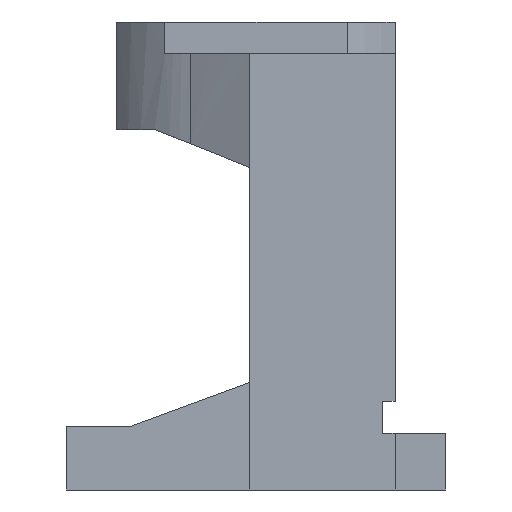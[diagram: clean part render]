
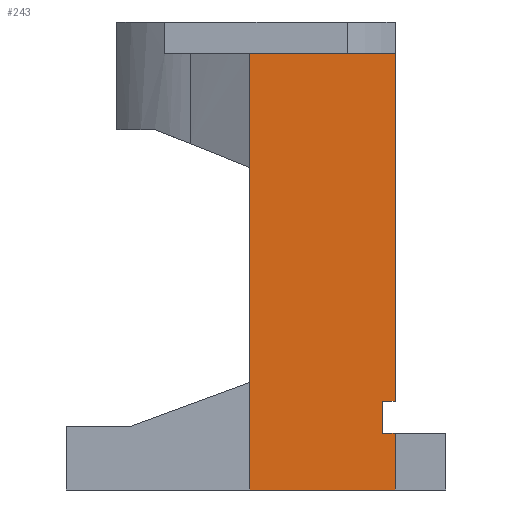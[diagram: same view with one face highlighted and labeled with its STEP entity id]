
A CAD part, left-side view. The second image highlights one B-rep face of the part: STEP entity #243.
In plain terms, the highlighted planar face has unit normal (-1, 0, 0).
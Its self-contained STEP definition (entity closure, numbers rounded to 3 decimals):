
#228 = EDGE_CURVE ( 'NONE', #715, #722, #3229, .T. ) ;
#235 = EDGE_CURVE ( 'NONE', #683, #667, #3234, .T. ) ;
#236 = EDGE_CURVE ( 'NONE', #670, #725, #3235, .T. ) ;
#237 = EDGE_CURVE ( 'NONE', #667, #670, #3236, .T. ) ;
#243 = ADVANCED_FACE ( 'NONE', ( #3242 ), #2077, .T. ) ;
#305 = EDGE_CURVE ( 'NONE', #725, #715, #3317, .T. ) ;
#313 = EDGE_CURVE ( 'NONE', #711, #684, #3324, .T. ) ;
#388 = EDGE_CURVE ( 'NONE', #684, #683, #3402, .T. ) ;
#597 = VECTOR ( 'NONE', #2377, 1000. ) ;
#667 = VERTEX_POINT ( 'NONE', #2671 ) ;
#670 = VERTEX_POINT ( 'NONE', #2667 ) ;
#683 = VERTEX_POINT ( 'NONE', #2653 ) ;
#684 = VERTEX_POINT ( 'NONE', #2652 ) ;
#711 = VERTEX_POINT ( 'NONE', #2624 ) ;
#715 = VERTEX_POINT ( 'NONE', #2620 ) ;
#722 = VERTEX_POINT ( 'NONE', #2612 ) ;
#725 = VERTEX_POINT ( 'NONE', #2607 ) ;
#1085 = ORIENTED_EDGE ( 'NONE', *, *, #237, .F. ) ;
#1087 = ORIENTED_EDGE ( 'NONE', *, *, #236, .F. ) ;
#1088 = ORIENTED_EDGE ( 'NONE', *, *, #305, .F. ) ;
#1089 = ORIENTED_EDGE ( 'NONE', *, *, #228, .F. ) ;
#1090 = ORIENTED_EDGE ( 'NONE', *, *, #388, .F. ) ;
#1091 = ORIENTED_EDGE ( 'NONE', *, *, #3815, .F. ) ;
#1092 = ORIENTED_EDGE ( 'NONE', *, *, #235, .F. ) ;
#1093 = ORIENTED_EDGE ( 'NONE', *, *, #313, .F. ) ;
#1528 = AXIS2_PLACEMENT_3D ( 'NONE', #2075, #2074, #2073 ) ;
#1535 = VECTOR ( 'NONE', #2076, 1000. ) ;
#1547 = DIRECTION ( 'NONE',  ( 0., 1., 0. ) ) ;
#1550 = CARTESIAN_POINT ( 'NONE',  ( -32.5, -22., 9. ) ) ;
#1594 = DIRECTION ( 'NONE',  ( 0., 1., 0. ) ) ;
#1603 = CARTESIAN_POINT ( 'NONE',  ( -32.5, 1., -5. ) ) ;
#1609 = DIRECTION ( 'NONE',  ( 0., -1., 0. ) ) ;
#1610 = CARTESIAN_POINT ( 'NONE',  ( -32.5, 1., 64. ) ) ;
#1631 = CARTESIAN_POINT ( 'NONE',  ( -32.5, -22., 4. ) ) ;
#1642 = DIRECTION ( 'NONE',  ( 0., -1., 0. ) ) ;
#1647 = DIRECTION ( 'NONE',  ( 0., 0., -1. ) ) ;
#1648 = CARTESIAN_POINT ( 'NONE',  ( -32.5, -22., 64. ) ) ;
#2073 = DIRECTION ( 'NONE',  ( 0., 1., 0. ) ) ;
#2074 = DIRECTION ( 'NONE',  ( -1., 0., 0. ) ) ;
#2075 = CARTESIAN_POINT ( 'NONE',  ( -32.5, -22., 64. ) ) ;
#2076 = DIRECTION ( 'NONE',  ( 0., 0., -1. ) ) ;
#2077 = PLANE ( 'NONE',  #1528 ) ;
#2078 = CARTESIAN_POINT ( 'NONE',  ( -32.5, -20., 64. ) ) ;
#2141 = EDGE_LOOP ( 'NONE', ( #1092, #1090, #1093, #1091, #1089, #1088, #1087, #1085 ) ) ;
#2271 = DIRECTION ( 'NONE',  ( 0., 0., -1. ) ) ;
#2272 = CARTESIAN_POINT ( 'NONE',  ( -32.5, -22., 64. ) ) ;
#2377 = DIRECTION ( 'NONE',  ( 0., 0., 1. ) ) ;
#2378 = CARTESIAN_POINT ( 'NONE',  ( -32.5, 1., 64. ) ) ;
#2607 = CARTESIAN_POINT ( 'NONE',  ( -32.5, -22., 4. ) ) ;
#2612 = CARTESIAN_POINT ( 'NONE',  ( -32.5, 1., -5. ) ) ;
#2620 = CARTESIAN_POINT ( 'NONE',  ( -32.5, -22., -5. ) ) ;
#2624 = CARTESIAN_POINT ( 'NONE',  ( -32.5, 1., 64. ) ) ;
#2652 = CARTESIAN_POINT ( 'NONE',  ( -32.5, -22., 64. ) ) ;
#2653 = CARTESIAN_POINT ( 'NONE',  ( -32.5, -22., 9. ) ) ;
#2667 = CARTESIAN_POINT ( 'NONE',  ( -32.5, -20., 4. ) ) ;
#2671 = CARTESIAN_POINT ( 'NONE',  ( -32.5, -20., 9. ) ) ;
#3229 = LINE ( 'NONE', #1603, #3599 ) ;
#3234 = LINE ( 'NONE', #1550, #3596 ) ;
#3235 = LINE ( 'NONE', #1631, #3600 ) ;
#3236 = LINE ( 'NONE', #2078, #1535 ) ;
#3242 = FACE_OUTER_BOUND ( 'NONE', #2141, .T. ) ;
#3317 = LINE ( 'NONE', #1648, #3615 ) ;
#3324 = LINE ( 'NONE', #1610, #3624 ) ;
#3402 = LINE ( 'NONE', #2272, #3722 ) ;
#3519 = LINE ( 'NONE', #2378, #597 ) ;
#3596 = VECTOR ( 'NONE', #1547, 1000. ) ;
#3599 = VECTOR ( 'NONE', #1594, 1000. ) ;
#3600 = VECTOR ( 'NONE', #1642, 1000. ) ;
#3615 = VECTOR ( 'NONE', #1647, 1000. ) ;
#3624 = VECTOR ( 'NONE', #1609, 1000. ) ;
#3722 = VECTOR ( 'NONE', #2271, 1000. ) ;
#3815 = EDGE_CURVE ( 'NONE', #722, #711, #3519, .T. ) ;
